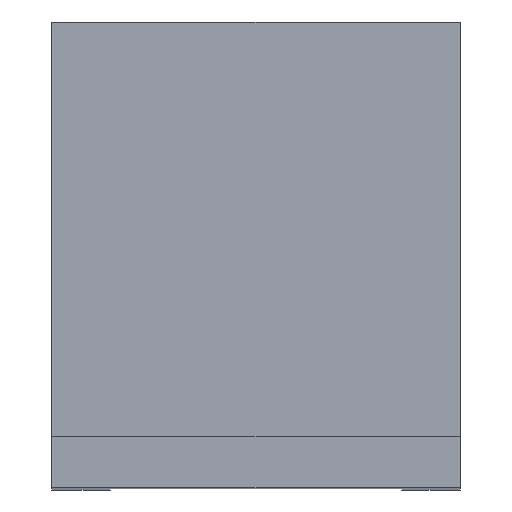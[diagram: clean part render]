
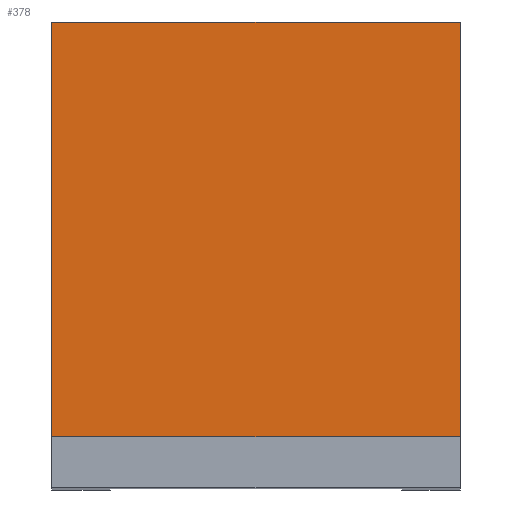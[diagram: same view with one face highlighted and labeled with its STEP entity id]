
A CAD part, top view. The second image highlights one B-rep face of the part: STEP entity #378.
In plain terms, the highlighted planar face has unit normal (0, 0, 1).
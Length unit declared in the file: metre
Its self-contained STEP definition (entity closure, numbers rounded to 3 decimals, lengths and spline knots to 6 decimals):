
#12=ORIENTED_EDGE('',*,*,#120,.T.);
#13=ORIENTED_EDGE('',*,*,#121,.T.);
#14=ORIENTED_EDGE('',*,*,#122,.F.);
#15=ORIENTED_EDGE('',*,*,#123,.F.);
#120=EDGE_CURVE('',#174,#175,#210,.T.);
#121=EDGE_CURVE('',#175,#176,#211,.T.);
#122=EDGE_CURVE('',#177,#176,#212,.T.);
#123=EDGE_CURVE('',#174,#177,#213,.T.);
#174=VERTEX_POINT('',#530);
#175=VERTEX_POINT('',#531);
#176=VERTEX_POINT('',#533);
#177=VERTEX_POINT('',#535);
#210=LINE('',#529,#264);
#211=LINE('',#532,#265);
#212=LINE('',#534,#266);
#213=LINE('',#536,#267);
#264=VECTOR('',#435,1.);
#265=VECTOR('',#436,1.);
#266=VECTOR('',#437,1.);
#267=VECTOR('',#438,1.);
#318=EDGE_LOOP('',(#12,#13,#14,#15));
#338=FACE_BOUND('',#318,.T.);
#358=PLANE('',#411);
#378=ADVANCED_FACE('',(#338),#358,.T.);
#411=AXIS2_PLACEMENT_3D('',#528,#433,#434);
#433=DIRECTION('',(0.,0.,1.));
#434=DIRECTION('',(1.,0.,0.));
#435=DIRECTION('',(0.,-1.,0.));
#436=DIRECTION('',(1.,0.,0.));
#437=DIRECTION('',(0.,-1.,0.));
#438=DIRECTION('',(1.,0.,0.));
#528=CARTESIAN_POINT('',(-0.145192,0.179976,0.04445));
#529=CARTESIAN_POINT('',(-0.322992,0.179976,0.04445));
#530=CARTESIAN_POINT('',(-0.322992,0.383176,0.04445));
#531=CARTESIAN_POINT('',(-0.322992,0.021226,0.04445));
#532=CARTESIAN_POINT('',(-0.145192,0.021226,0.04445));
#533=CARTESIAN_POINT('',(0.032608,0.021226,0.04445));
#534=CARTESIAN_POINT('',(0.032608,0.179976,0.04445));
#535=CARTESIAN_POINT('',(0.032608,0.383176,0.04445));
#536=CARTESIAN_POINT('',(-0.145192,0.383176,0.04445));
